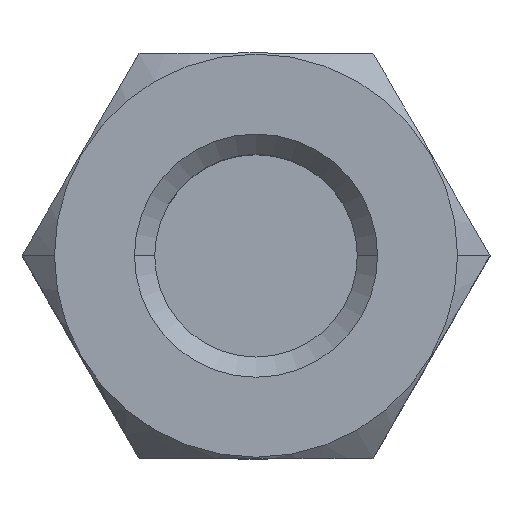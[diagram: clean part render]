
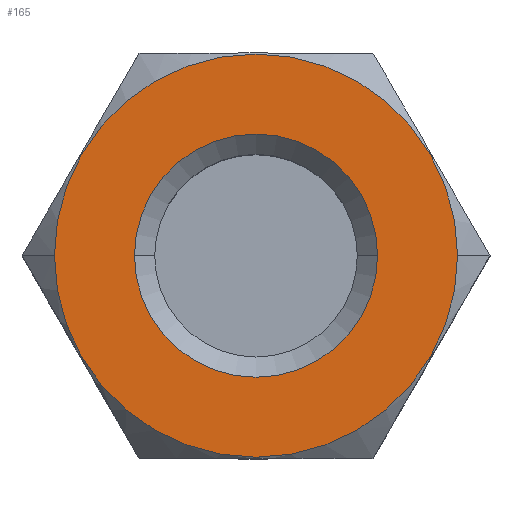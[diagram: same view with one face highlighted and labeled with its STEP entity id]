
A CAD part, top view. The second image highlights one B-rep face of the part: STEP entity #165.
In plain terms, the highlighted planar face has unit normal (0, 0, 1).
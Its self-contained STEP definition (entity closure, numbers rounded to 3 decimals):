
#18 = FACE_BOUND ( 'NONE', #601, .T. ) ;
#21 = AXIS2_PLACEMENT_3D ( 'NONE', #67, #442, #685 ) ;
#46 = AXIS2_PLACEMENT_3D ( 'NONE', #484, #56, #110 ) ;
#56 = DIRECTION ( 'NONE',  ( 0., 0., 1. ) ) ;
#67 = CARTESIAN_POINT ( 'NONE',  ( 0., 0., 2.5 ) ) ;
#83 = ORIENTED_EDGE ( 'NONE', *, *, #268, .T. ) ;
#99 = AXIS2_PLACEMENT_3D ( 'NONE', #451, #692, #566 ) ;
#110 = DIRECTION ( 'NONE',  ( 1., 0., 0. ) ) ;
#146 = EDGE_CURVE ( 'NONE', #639, #705, #455, .T. ) ;
#165 = ADVANCED_FACE ( 'NONE', ( #18, #256 ), #504, .T. ) ;
#177 = DIRECTION ( 'NONE',  ( 1., 0., 0. ) ) ;
#210 = EDGE_LOOP ( 'NONE', ( #315, #83 ) ) ;
#228 = AXIS2_PLACEMENT_3D ( 'NONE', #766, #588, #523 ) ;
#256 = FACE_OUTER_BOUND ( 'NONE', #210, .T. ) ;
#268 = EDGE_CURVE ( 'NONE', #705, #639, #393, .T. ) ;
#315 = ORIENTED_EDGE ( 'NONE', *, *, #146, .T. ) ;
#317 = CIRCLE ( 'NONE', #228, 1.5 ) ;
#354 = CARTESIAN_POINT ( 'NONE',  ( 2.487, 0., 2.5 ) ) ;
#373 = ORIENTED_EDGE ( 'NONE', *, *, #476, .T. ) ;
#393 = CIRCLE ( 'NONE', #46, 2.487 ) ;
#436 = CARTESIAN_POINT ( 'NONE',  ( 1.5, 0., 2.5 ) ) ;
#442 = DIRECTION ( 'NONE',  ( 0., 0., -1. ) ) ;
#445 = CARTESIAN_POINT ( 'NONE',  ( 0., 0., 2.5 ) ) ;
#451 = CARTESIAN_POINT ( 'NONE',  ( 0., 0., 2.5 ) ) ;
#455 = CIRCLE ( 'NONE', #99, 2.487 ) ;
#461 = CIRCLE ( 'NONE', #21, 1.5 ) ;
#476 = EDGE_CURVE ( 'NONE', #669, #733, #317, .T. ) ;
#484 = CARTESIAN_POINT ( 'NONE',  ( 0., 0., 2.5 ) ) ;
#504 = PLANE ( 'NONE',  #555 ) ;
#512 = DIRECTION ( 'NONE',  ( 0., 0., 1. ) ) ;
#523 = DIRECTION ( 'NONE',  ( 1., 0., 0. ) ) ;
#555 = AXIS2_PLACEMENT_3D ( 'NONE', #445, #512, #177 ) ;
#566 = DIRECTION ( 'NONE',  ( 1., 0., 0. ) ) ;
#588 = DIRECTION ( 'NONE',  ( 0., 0., -1. ) ) ;
#601 = EDGE_LOOP ( 'NONE', ( #373, #606 ) ) ;
#606 = ORIENTED_EDGE ( 'NONE', *, *, #718, .T. ) ;
#639 = VERTEX_POINT ( 'NONE', #354 ) ;
#669 = VERTEX_POINT ( 'NONE', #436 ) ;
#685 = DIRECTION ( 'NONE',  ( 1., 0., 0. ) ) ;
#692 = DIRECTION ( 'NONE',  ( 0., 0., 1. ) ) ;
#693 = CARTESIAN_POINT ( 'NONE',  ( -1.5, 0., 2.5 ) ) ;
#705 = VERTEX_POINT ( 'NONE', #743 ) ;
#718 = EDGE_CURVE ( 'NONE', #733, #669, #461, .T. ) ;
#733 = VERTEX_POINT ( 'NONE', #693 ) ;
#743 = CARTESIAN_POINT ( 'NONE',  ( -2.487, 0., 2.5 ) ) ;
#766 = CARTESIAN_POINT ( 'NONE',  ( 0., 0., 2.5 ) ) ;
